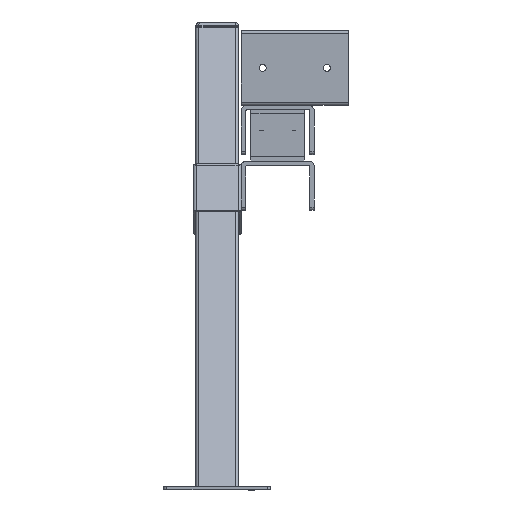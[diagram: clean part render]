
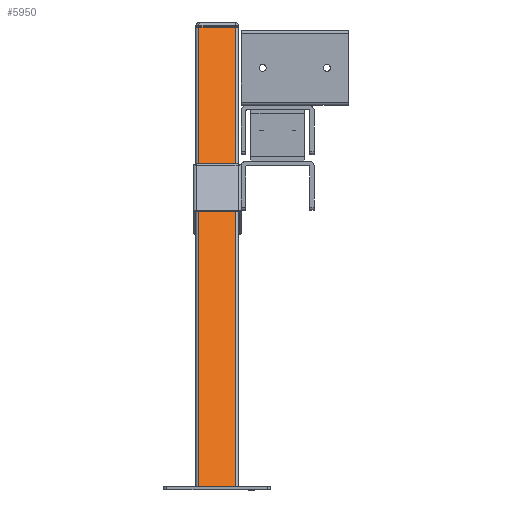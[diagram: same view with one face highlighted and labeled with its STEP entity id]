
A CAD part, left-side view. The second image highlights one B-rep face of the part: STEP entity #5950.
In plain terms, the highlighted planar face has unit normal (-0.866, 0, 0.5).
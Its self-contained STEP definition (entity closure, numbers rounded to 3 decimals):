
#810=FACE_OUTER_BOUND('',#1180,.T.);
#1180=EDGE_LOOP('',(#4571,#4572,#4573,#4574));
#1669=LINE('',#9481,#2205);
#1670=LINE('',#9484,#2206);
#1675=LINE('',#9499,#2211);
#1677=LINE('',#9505,#2213);
#2205=VECTOR('',#7609,10.);
#2206=VECTOR('',#7612,10.);
#2211=VECTOR('',#7629,10.);
#2213=VECTOR('',#7637,10.);
#2727=VERTEX_POINT('',#9469);
#2732=VERTEX_POINT('',#9479);
#2733=VERTEX_POINT('',#9483);
#2737=VERTEX_POINT('',#9498);
#3393=EDGE_CURVE('',#2727,#2732,#1669,.T.);
#3394=EDGE_CURVE('',#2733,#2727,#1670,.T.);
#3402=EDGE_CURVE('',#2733,#2737,#1675,.T.);
#3405=EDGE_CURVE('',#2732,#2737,#1677,.T.);
#4571=ORIENTED_EDGE('',*,*,#3394,.T.);
#4572=ORIENTED_EDGE('',*,*,#3393,.T.);
#4573=ORIENTED_EDGE('',*,*,#3405,.T.);
#4574=ORIENTED_EDGE('',*,*,#3402,.F.);
#5733=PLANE('',#6525);
#5950=ADVANCED_FACE('',(#810),#5733,.F.);
#6525=AXIS2_PLACEMENT_3D('',#9504,#7635,#7636);
#7609=DIRECTION('',(0.,-1.,0.));
#7612=DIRECTION('',(-0.5,0.,-0.866));
#7629=DIRECTION('',(0.,-1.,0.));
#7635=DIRECTION('center_axis',(0.866,0.,-0.5));
#7636=DIRECTION('ref_axis',(0.,-1.,0.));
#7637=DIRECTION('',(0.5,0.,0.866));
#9469=CARTESIAN_POINT('',(-292.803,1458.5,-293.058));
#9479=CARTESIAN_POINT('',(-292.803,1424.5,-293.058));
#9481=CARTESIAN_POINT('',(-292.803,1461.5,-293.058));
#9483=CARTESIAN_POINT('',(-42.803,1458.5,139.955));
#9484=CARTESIAN_POINT('',(-42.803,1458.5,139.955));
#9498=CARTESIAN_POINT('',(-42.803,1424.5,139.955));
#9499=CARTESIAN_POINT('',(-42.803,1461.5,139.955));
#9504=CARTESIAN_POINT('Origin',(-42.803,1461.5,139.955));
#9505=CARTESIAN_POINT('',(-42.803,1424.5,139.955));
